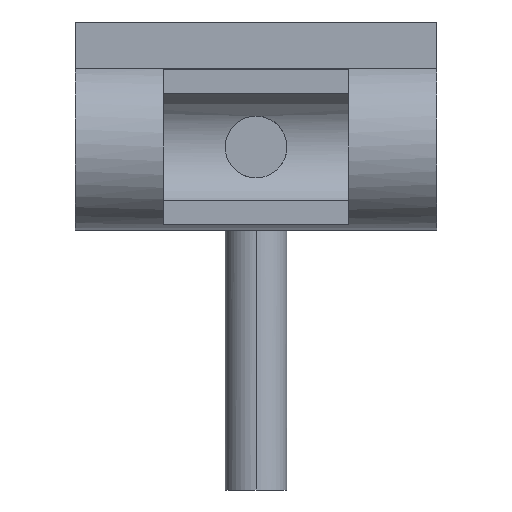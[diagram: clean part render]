
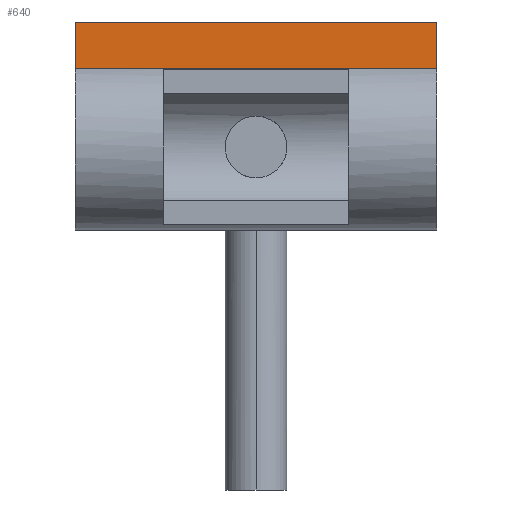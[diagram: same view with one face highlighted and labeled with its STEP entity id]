
A CAD part, front view. The second image highlights one B-rep face of the part: STEP entity #640.
In plain terms, the highlighted planar face has unit normal (0, -1, 0).
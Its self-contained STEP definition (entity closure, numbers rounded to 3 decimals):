
#3 = VERTEX_POINT ( 'NONE', #375 ) ;
#37 = CARTESIAN_POINT ( 'NONE',  ( -58.5, -9., 40.456 ) ) ;
#75 = DIRECTION ( 'NONE',  ( 0., 0., -1. ) ) ;
#98 = CARTESIAN_POINT ( 'NONE',  ( 58.5, -9., 40.456 ) ) ;
#251 = LINE ( 'NONE', #37, #438 ) ;
#319 = VECTOR ( 'NONE', #1429, 1000. ) ;
#375 = CARTESIAN_POINT ( 'NONE',  ( -58.5, -9., 40.456 ) ) ;
#438 = VECTOR ( 'NONE', #75, 1000. ) ;
#441 = CARTESIAN_POINT ( 'NONE',  ( -58.5, -9., 25.456 ) ) ;
#554 = VECTOR ( 'NONE', #760, 1000. ) ;
#581 = DIRECTION ( 'NONE',  ( 0., 0., 1. ) ) ;
#640 = ADVANCED_FACE ( 'NONE', ( #2274 ), #1376, .F. ) ;
#677 = CARTESIAN_POINT ( 'NONE',  ( 58.5, -9., 25.456 ) ) ;
#760 = DIRECTION ( 'NONE',  ( -1., 0., 0. ) ) ;
#785 = EDGE_CURVE ( 'NONE', #816, #2150, #872, .T. ) ;
#816 = VERTEX_POINT ( 'NONE', #861 ) ;
#821 = EDGE_LOOP ( 'NONE', ( #1868, #2298, #1725, #1157 ) ) ;
#861 = CARTESIAN_POINT ( 'NONE',  ( 58.5, -9., 40.456 ) ) ;
#872 = LINE ( 'NONE', #98, #319 ) ;
#1157 = ORIENTED_EDGE ( 'NONE', *, *, #1645, .T. ) ;
#1176 = CARTESIAN_POINT ( 'NONE',  ( 58.5, -9., 40.456 ) ) ;
#1376 = PLANE ( 'NONE',  #2011 ) ;
#1380 = LINE ( 'NONE', #2131, #2412 ) ;
#1429 = DIRECTION ( 'NONE',  ( 0., 0., -1. ) ) ;
#1496 = CARTESIAN_POINT ( 'NONE',  ( 58.5, -9., 40.456 ) ) ;
#1645 = EDGE_CURVE ( 'NONE', #816, #3, #1677, .T. ) ;
#1677 = LINE ( 'NONE', #1496, #554 ) ;
#1725 = ORIENTED_EDGE ( 'NONE', *, *, #785, .F. ) ;
#1868 = ORIENTED_EDGE ( 'NONE', *, *, #1953, .T. ) ;
#1927 = DIRECTION ( 'NONE',  ( 0., 1., 0. ) ) ;
#1953 = EDGE_CURVE ( 'NONE', #3, #2040, #251, .T. ) ;
#2011 = AXIS2_PLACEMENT_3D ( 'NONE', #1176, #1927, #581 ) ;
#2019 = EDGE_CURVE ( 'NONE', #2150, #2040, #1380, .T. ) ;
#2040 = VERTEX_POINT ( 'NONE', #441 ) ;
#2131 = CARTESIAN_POINT ( 'NONE',  ( 58.5, -9., 25.456 ) ) ;
#2150 = VERTEX_POINT ( 'NONE', #677 ) ;
#2274 = FACE_OUTER_BOUND ( 'NONE', #821, .T. ) ;
#2298 = ORIENTED_EDGE ( 'NONE', *, *, #2019, .F. ) ;
#2318 = DIRECTION ( 'NONE',  ( -1., 0., 0. ) ) ;
#2412 = VECTOR ( 'NONE', #2318, 1000. ) ;
